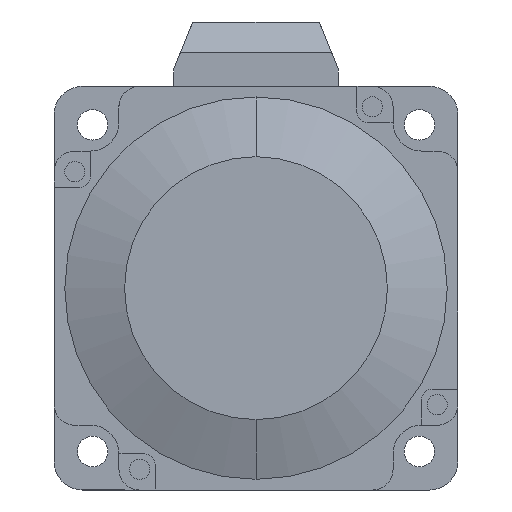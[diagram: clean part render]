
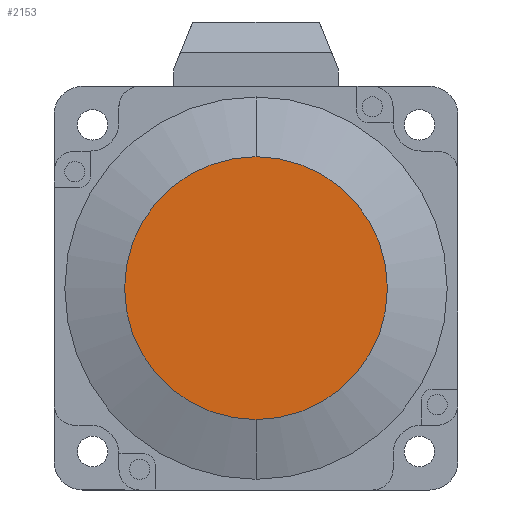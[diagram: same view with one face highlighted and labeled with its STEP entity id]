
A CAD part, front view. The second image highlights one B-rep face of the part: STEP entity #2153.
In plain terms, the highlighted planar face has unit normal (0, -1, 0).
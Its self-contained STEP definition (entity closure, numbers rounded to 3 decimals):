
#283 = CARTESIAN_POINT ( 'NONE',  ( 0., -4.5, 0. ) ) ;
#1853 = CIRCLE ( 'NONE', #4966, 28. ) ;
#2153 = ADVANCED_FACE ( 'NONE', ( #2427 ), #5408, .T. ) ;
#2163 = CIRCLE ( 'NONE', #5686, 28. ) ;
#2427 = FACE_OUTER_BOUND ( 'NONE', #2608, .T. ) ;
#2513 = EDGE_CURVE ( 'NONE', #2948, #7220, #1853, .T. ) ;
#2608 = EDGE_LOOP ( 'NONE', ( #4405, #4985 ) ) ;
#2948 = VERTEX_POINT ( 'NONE', #8721 ) ;
#3182 = CARTESIAN_POINT ( 'NONE',  ( 0., -4.5, 28. ) ) ;
#3257 = AXIS2_PLACEMENT_3D ( 'NONE', #4705, #4065, #4734 ) ;
#3510 = EDGE_CURVE ( 'NONE', #7220, #2948, #2163, .T. ) ;
#4020 = CARTESIAN_POINT ( 'NONE',  ( 0., -4.5, 0. ) ) ;
#4065 = DIRECTION ( 'NONE',  ( 0., -1., 0. ) ) ;
#4405 = ORIENTED_EDGE ( 'NONE', *, *, #3510, .F. ) ;
#4705 = CARTESIAN_POINT ( 'NONE',  ( 0., -4.5, 0. ) ) ;
#4715 = DIRECTION ( 'NONE',  ( 0., 0., 1. ) ) ;
#4734 = DIRECTION ( 'NONE',  ( 0., 0., -1. ) ) ;
#4966 = AXIS2_PLACEMENT_3D ( 'NONE', #283, #5235, #7066 ) ;
#4985 = ORIENTED_EDGE ( 'NONE', *, *, #2513, .F. ) ;
#5235 = DIRECTION ( 'NONE',  ( 0., 1., 0. ) ) ;
#5408 = PLANE ( 'NONE',  #3257 ) ;
#5686 = AXIS2_PLACEMENT_3D ( 'NONE', #4020, #8971, #4715 ) ;
#7066 = DIRECTION ( 'NONE',  ( 0., 0., 1. ) ) ;
#7220 = VERTEX_POINT ( 'NONE', #3182 ) ;
#8721 = CARTESIAN_POINT ( 'NONE',  ( 0., -4.5, -28. ) ) ;
#8971 = DIRECTION ( 'NONE',  ( 0., 1., 0. ) ) ;
